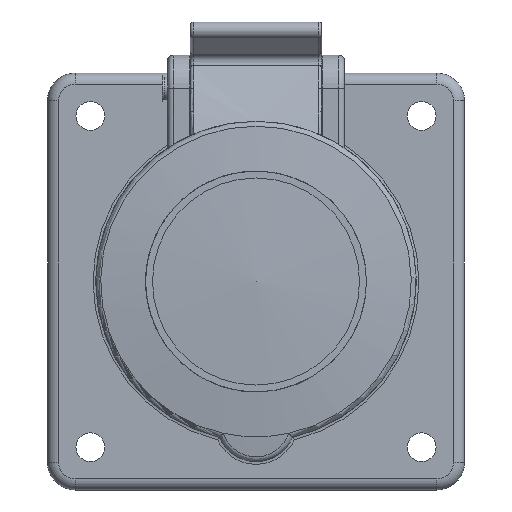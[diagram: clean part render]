
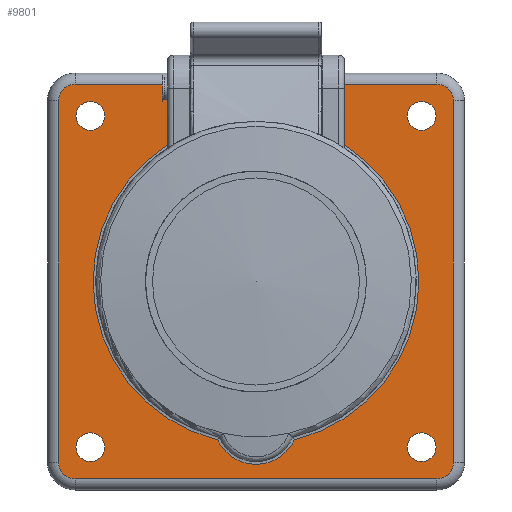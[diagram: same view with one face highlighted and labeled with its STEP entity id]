
A CAD part, front view. The second image highlights one B-rep face of the part: STEP entity #9801.
In plain terms, the highlighted planar face has unit normal (0, -1, 0).
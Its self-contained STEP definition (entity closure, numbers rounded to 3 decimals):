
#431=PLANE('',#34095);
#3803=LINE('',#58270,#5873);
#3804=LINE('',#58274,#5874);
#3805=LINE('',#58278,#5875);
#3806=LINE('',#58282,#5876);
#3807=LINE('',#58291,#5877);
#3808=LINE('',#58297,#5878);
#3809=LINE('',#58301,#5879);
#3810=LINE('',#58309,#5880);
#5873=VECTOR('',#40471,1.);
#5874=VECTOR('',#40474,1.);
#5875=VECTOR('',#40477,1.);
#5876=VECTOR('',#40480,1.);
#5877=VECTOR('',#40489,1.);
#5878=VECTOR('',#40494,1.);
#5879=VECTOR('',#40497,1.);
#5880=VECTOR('',#40504,1.);
#9801=ADVANCED_FACE('',(#11132,#11133,#11134,#11135,#11136,#11137),#431,
 .T.);
#11132=FACE_BOUND('',#12421,.T.);
#11133=FACE_BOUND('',#12422,.T.);
#11134=FACE_BOUND('',#12423,.T.);
#11135=FACE_BOUND('',#12424,.T.);
#11136=FACE_BOUND('',#12425,.T.);
#11137=FACE_BOUND('',#12426,.T.);
#12421=EDGE_LOOP('',(#18252,#18253,#18254,#18255,#18256,#18257,#18258,#18259));
#12422=EDGE_LOOP('',(#18260));
#12423=EDGE_LOOP('',(#18261));
#12424=EDGE_LOOP('',(#18262));
#12425=EDGE_LOOP('',(#18263));
#12426=EDGE_LOOP('',(#18264,#18265,#18266,#18267,#18268,#18269,#18270,#18271,
#18272,#18273,#18274,#18275));
#18252=ORIENTED_EDGE('',*,*,#28397,.T.);
#18253=ORIENTED_EDGE('',*,*,#28398,.T.);
#18254=ORIENTED_EDGE('',*,*,#28399,.T.);
#18255=ORIENTED_EDGE('',*,*,#28400,.T.);
#18256=ORIENTED_EDGE('',*,*,#28401,.T.);
#18257=ORIENTED_EDGE('',*,*,#28402,.T.);
#18258=ORIENTED_EDGE('',*,*,#28403,.T.);
#18259=ORIENTED_EDGE('',*,*,#28404,.T.);
#18260=ORIENTED_EDGE('',*,*,#28405,.F.);
#18261=ORIENTED_EDGE('',*,*,#28406,.F.);
#18262=ORIENTED_EDGE('',*,*,#28407,.F.);
#18263=ORIENTED_EDGE('',*,*,#28408,.F.);
#18264=ORIENTED_EDGE('',*,*,#28409,.T.);
#18265=ORIENTED_EDGE('',*,*,#28386,.T.);
#18266=ORIENTED_EDGE('',*,*,#28410,.T.);
#18267=ORIENTED_EDGE('',*,*,#28411,.T.);
#18268=ORIENTED_EDGE('',*,*,#28412,.T.);
#18269=ORIENTED_EDGE('',*,*,#28413,.T.);
#18270=ORIENTED_EDGE('',*,*,#28414,.T.);
#18271=ORIENTED_EDGE('',*,*,#28415,.T.);
#18272=ORIENTED_EDGE('',*,*,#28416,.T.);
#18273=ORIENTED_EDGE('',*,*,#28417,.T.);
#18274=ORIENTED_EDGE('',*,*,#28418,.T.);
#18275=ORIENTED_EDGE('',*,*,#28419,.T.);
#24520=VERTEX_POINT('',#58229);
#24521=VERTEX_POINT('',#58231);
#24529=VERTEX_POINT('',#58268);
#24530=VERTEX_POINT('',#58269);
#24531=VERTEX_POINT('',#58271);
#24532=VERTEX_POINT('',#58273);
#24533=VERTEX_POINT('',#58275);
#24534=VERTEX_POINT('',#58277);
#24535=VERTEX_POINT('',#58279);
#24536=VERTEX_POINT('',#58281);
#24537=VERTEX_POINT('',#58284);
#24538=VERTEX_POINT('',#58286);
#24539=VERTEX_POINT('',#58288);
#24540=VERTEX_POINT('',#58290);
#24541=VERTEX_POINT('',#58292);
#24542=VERTEX_POINT('',#58294);
#24543=VERTEX_POINT('',#58296);
#24544=VERTEX_POINT('',#58298);
#24545=VERTEX_POINT('',#58300);
#24546=VERTEX_POINT('',#58302);
#24547=VERTEX_POINT('',#58304);
#24548=VERTEX_POINT('',#58306);
#24549=VERTEX_POINT('',#58308);
#24550=VERTEX_POINT('',#58310);
#28386=EDGE_CURVE('',#24521,#24520,#31514,.T.);
#28397=EDGE_CURVE('',#24529,#24530,#31517,.T.);
#28398=EDGE_CURVE('',#24530,#24531,#3803,.T.);
#28399=EDGE_CURVE('',#24531,#24532,#31518,.T.);
#28400=EDGE_CURVE('',#24532,#24533,#3804,.T.);
#28401=EDGE_CURVE('',#24533,#24534,#31519,.T.);
#28402=EDGE_CURVE('',#24534,#24535,#3805,.T.);
#28403=EDGE_CURVE('',#24535,#24536,#31520,.T.);
#28404=EDGE_CURVE('',#24536,#24529,#3806,.T.);
#28405=EDGE_CURVE('',#24537,#24537,#31521,.T.);
#28406=EDGE_CURVE('',#24538,#24538,#31522,.T.);
#28407=EDGE_CURVE('',#24539,#24539,#31523,.T.);
#28408=EDGE_CURVE('',#24540,#24540,#31524,.T.);
#28409=EDGE_CURVE('',#24541,#24521,#3807,.T.);
#28410=EDGE_CURVE('',#24520,#24542,#31525,.T.);
#28411=EDGE_CURVE('',#24542,#24543,#31526,.T.);
#28412=EDGE_CURVE('',#24543,#24544,#3808,.T.);
#28413=EDGE_CURVE('',#24544,#24545,#31527,.T.);
#28414=EDGE_CURVE('',#24545,#24546,#3809,.T.);
#28415=EDGE_CURVE('',#24546,#24547,#31528,.T.);
#28416=EDGE_CURVE('',#24547,#24548,#31529,.T.);
#28417=EDGE_CURVE('',#24548,#24549,#31530,.T.);
#28418=EDGE_CURVE('',#24549,#24550,#3810,.T.);
#28419=EDGE_CURVE('',#24550,#24541,#31531,.T.);
#31514=CIRCLE('',#34074,2.);
#31517=CIRCLE('',#34080,3.);
#31518=CIRCLE('',#34081,3.);
#31519=CIRCLE('',#34082,3.);
#31520=CIRCLE('',#34083,3.);
#31521=CIRCLE('',#34084,2.6);
#31522=CIRCLE('',#34085,2.6);
#31523=CIRCLE('',#34086,2.6);
#31524=CIRCLE('',#34087,2.6);
#31525=CIRCLE('',#34088,29.5);
#31526=CIRCLE('',#34089,2.);
#31527=CIRCLE('',#34090,30.3);
#31528=CIRCLE('',#34091,29.5);
#31529=CIRCLE('',#34092,7.7);
#31530=CIRCLE('',#34093,29.5);
#31531=CIRCLE('',#34094,30.3);
#34074=AXIS2_PLACEMENT_3D('',#58230,#40450,#40451);
#34080=AXIS2_PLACEMENT_3D('',#58267,#40469,#40470);
#34081=AXIS2_PLACEMENT_3D('',#58272,#40472,#40473);
#34082=AXIS2_PLACEMENT_3D('',#58276,#40475,#40476);
#34083=AXIS2_PLACEMENT_3D('',#58280,#40478,#40479);
#34084=AXIS2_PLACEMENT_3D('',#58283,#40481,#40482);
#34085=AXIS2_PLACEMENT_3D('',#58285,#40483,#40484);
#34086=AXIS2_PLACEMENT_3D('',#58287,#40485,#40486);
#34087=AXIS2_PLACEMENT_3D('',#58289,#40487,#40488);
#34088=AXIS2_PLACEMENT_3D('',#58293,#40490,#40491);
#34089=AXIS2_PLACEMENT_3D('',#58295,#40492,#40493);
#34090=AXIS2_PLACEMENT_3D('',#58299,#40495,#40496);
#34091=AXIS2_PLACEMENT_3D('',#58303,#40498,#40499);
#34092=AXIS2_PLACEMENT_3D('',#58305,#40500,#40501);
#34093=AXIS2_PLACEMENT_3D('',#58307,#40502,#40503);
#34094=AXIS2_PLACEMENT_3D('',#58311,#40505,#40506);
#34095=AXIS2_PLACEMENT_3D('',#58312,#40507,#40508);
#40450=DIRECTION('',(0.,-1.,0.));
#40451=DIRECTION('',(0.,0.,1.));
#40469=DIRECTION('',(0.,-1.,0.));
#40470=DIRECTION('',(0.,0.,1.));
#40471=DIRECTION('',(-1.,0.,0.));
#40472=DIRECTION('',(0.,-1.,0.));
#40473=DIRECTION('',(0.,0.,1.));
#40474=DIRECTION('',(0.,0.,-1.));
#40475=DIRECTION('',(0.,-1.,0.));
#40476=DIRECTION('',(0.,0.,1.));
#40477=DIRECTION('',(1.,0.,0.));
#40478=DIRECTION('',(0.,-1.,0.));
#40479=DIRECTION('',(0.,0.,1.));
#40480=DIRECTION('',(0.,0.,1.));
#40481=DIRECTION('',(0.,-1.,0.));
#40482=DIRECTION('',(0.,0.,1.));
#40483=DIRECTION('',(0.,-1.,0.));
#40484=DIRECTION('',(0.,0.,1.));
#40485=DIRECTION('',(0.,-1.,0.));
#40486=DIRECTION('',(0.,0.,1.));
#40487=DIRECTION('',(0.,-1.,0.));
#40488=DIRECTION('',(0.,0.,1.));
#40489=DIRECTION('',(0.,0.,-1.));
#40490=DIRECTION('',(0.,1.,0.));
#40491=DIRECTION('',(0.,0.,1.));
#40492=DIRECTION('',(0.,-1.,0.));
#40493=DIRECTION('',(0.,0.,1.));
#40494=DIRECTION('',(0.,0.,1.));
#40495=DIRECTION('',(0.,1.,0.));
#40496=DIRECTION('',(0.,0.,-1.));
#40497=DIRECTION('',(0.,0.,-1.));
#40498=DIRECTION('',(0.,1.,0.));
#40499=DIRECTION('',(0.,0.,1.));
#40500=DIRECTION('',(0.,1.,0.));
#40501=DIRECTION('',(0.,0.,1.));
#40502=DIRECTION('',(0.,1.,0.));
#40503=DIRECTION('',(0.,0.,1.));
#40504=DIRECTION('',(0.,0.,1.));
#40505=DIRECTION('',(0.,1.,0.));
#40506=DIRECTION('',(0.,0.,-1.));
#40507=DIRECTION('',(0.,-1.,0.));
#40508=DIRECTION('',(0.,0.,-1.));
#58229=CARTESIAN_POINT('',(-7.232,3.85,34.236));
#58230=CARTESIAN_POINT('',(-5.374,3.85,34.977));
#58231=CARTESIAN_POINT('',(-7.374,3.85,34.977));
#58267=CARTESIAN_POINT('',(37.376,3.85,39.974));
#58268=CARTESIAN_POINT('',(40.376,3.85,39.974));
#58269=CARTESIAN_POINT('',(37.376,3.85,42.974));
#58270=CARTESIAN_POINT('',(37.376,3.85,42.974));
#58271=CARTESIAN_POINT('',(-28.124,3.85,42.974));
#58272=CARTESIAN_POINT('',(-28.124,3.85,39.974));
#58273=CARTESIAN_POINT('',(-31.124,3.85,39.974));
#58274=CARTESIAN_POINT('',(-31.124,3.85,39.974));
#58275=CARTESIAN_POINT('',(-31.124,3.85,-25.526));
#58276=CARTESIAN_POINT('',(-28.124,3.85,-25.526));
#58277=CARTESIAN_POINT('',(-28.124,3.85,-28.526));
#58278=CARTESIAN_POINT('',(-28.124,3.85,-28.526));
#58279=CARTESIAN_POINT('',(37.376,3.85,-28.526));
#58280=CARTESIAN_POINT('',(37.376,3.85,-25.526));
#58281=CARTESIAN_POINT('',(40.376,3.85,-25.526));
#58282=CARTESIAN_POINT('',(40.376,3.85,-25.526));
#58283=CARTESIAN_POINT('',(34.626,3.85,-22.776));
#58284=CARTESIAN_POINT('',(34.626,3.85,-20.176));
#58285=CARTESIAN_POINT('',(-25.374,3.85,-22.776));
#58286=CARTESIAN_POINT('',(-25.374,3.85,-20.176));
#58287=CARTESIAN_POINT('',(34.626,3.85,37.224));
#58288=CARTESIAN_POINT('',(34.626,3.85,39.824));
#58289=CARTESIAN_POINT('',(-25.374,3.85,37.224));
#58290=CARTESIAN_POINT('',(-25.374,3.85,39.824));
#58291=CARTESIAN_POINT('',(-7.374,3.85,35.046));
#58292=CARTESIAN_POINT('',(-7.374,3.85,35.046));
#58293=CARTESIAN_POINT('',(4.626,3.85,7.224));
#58294=CARTESIAN_POINT('',(16.484,3.85,34.236));
#58295=CARTESIAN_POINT('',(14.626,3.85,34.977));
#58296=CARTESIAN_POINT('',(16.626,3.85,34.977));
#58297=CARTESIAN_POINT('',(16.626,3.85,31.968));
#58298=CARTESIAN_POINT('',(16.626,3.85,35.046));
#58299=CARTESIAN_POINT('',(4.626,3.85,7.224));
#58300=CARTESIAN_POINT('',(20.626,3.85,32.955));
#58301=CARTESIAN_POINT('',(20.626,3.85,32.955));
#58302=CARTESIAN_POINT('',(20.626,3.85,32.008));
#58303=CARTESIAN_POINT('',(4.626,3.85,7.224));
#58304=CARTESIAN_POINT('',(11.6,3.85,-21.44));
#58305=CARTESIAN_POINT('',(4.626,3.85,-18.176));
#58306=CARTESIAN_POINT('',(-2.348,3.85,-21.44));
#58307=CARTESIAN_POINT('',(4.626,3.85,7.224));
#58308=CARTESIAN_POINT('',(-11.374,3.85,32.008));
#58309=CARTESIAN_POINT('',(-11.374,3.85,29.59));
#58310=CARTESIAN_POINT('',(-11.374,3.85,32.955));
#58311=CARTESIAN_POINT('',(4.626,3.85,7.224));
#58312=CARTESIAN_POINT('',(49.926,3.85,-38.076));
